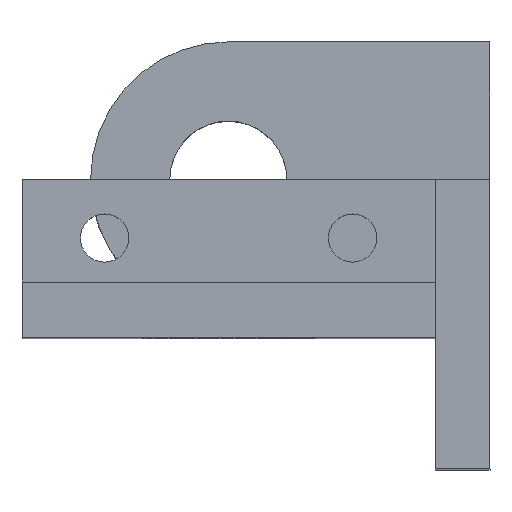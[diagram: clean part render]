
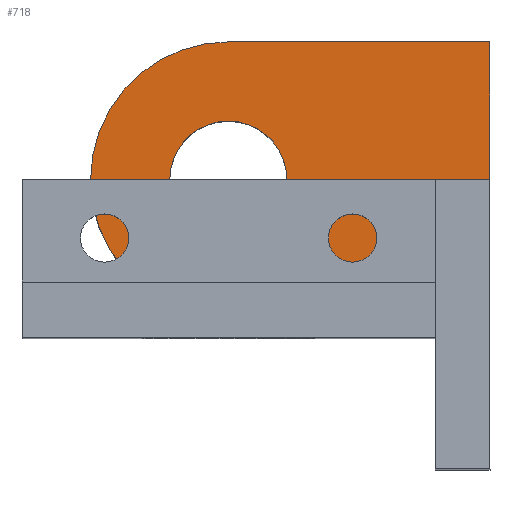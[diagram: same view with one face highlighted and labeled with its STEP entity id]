
A CAD part, top view. The second image highlights one B-rep face of the part: STEP entity #718.
In plain terms, the highlighted planar face has unit normal (0, 0, 1).
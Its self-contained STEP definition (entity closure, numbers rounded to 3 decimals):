
#15=FACE_BOUND('',#100,.T.);
#33=PLANE('',#772);
#61=FACE_OUTER_BOUND('',#99,.T.);
#99=EDGE_LOOP('',(#526,#527,#528,#529,#530,#531,#532,#533,#534,#535,#536));
#100=EDGE_LOOP('',(#537));
#162=LINE('',#1068,#242);
#167=LINE('',#1077,#247);
#168=LINE('',#1079,#248);
#169=LINE('',#1081,#249);
#170=LINE('',#1083,#250);
#171=LINE('',#1086,#251);
#172=LINE('',#1088,#252);
#173=LINE('',#1090,#253);
#174=LINE('',#1092,#254);
#175=LINE('',#1093,#255);
#242=VECTOR('',#857,10.);
#247=VECTOR('',#864,10.);
#248=VECTOR('',#865,10.);
#249=VECTOR('',#866,10.);
#250=VECTOR('',#867,10.);
#251=VECTOR('',#870,10.);
#252=VECTOR('',#871,10.);
#253=VECTOR('',#872,10.);
#254=VECTOR('',#873,10.);
#255=VECTOR('',#874,10.);
#308=CIRCLE('',#773,10.);
#309=CIRCLE('',#774,4.25);
#342=VERTEX_POINT('',#1062);
#343=VERTEX_POINT('',#1066);
#344=VERTEX_POINT('',#1067);
#347=VERTEX_POINT('',#1076);
#348=VERTEX_POINT('',#1078);
#349=VERTEX_POINT('',#1080);
#350=VERTEX_POINT('',#1082);
#351=VERTEX_POINT('',#1084);
#352=VERTEX_POINT('',#1087);
#353=VERTEX_POINT('',#1089);
#354=VERTEX_POINT('',#1091);
#355=VERTEX_POINT('',#1094);
#414=EDGE_CURVE('',#343,#344,#162,.T.);
#419=EDGE_CURVE('',#347,#344,#167,.T.);
#420=EDGE_CURVE('',#348,#343,#168,.T.);
#421=EDGE_CURVE('',#349,#348,#169,.T.);
#422=EDGE_CURVE('',#350,#349,#170,.T.);
#423=EDGE_CURVE('',#351,#350,#308,.T.);
#424=EDGE_CURVE('',#342,#351,#171,.T.);
#425=EDGE_CURVE('',#342,#352,#172,.T.);
#426=EDGE_CURVE('',#352,#353,#173,.T.);
#427=EDGE_CURVE('',#353,#354,#174,.T.);
#428=EDGE_CURVE('',#354,#347,#175,.T.);
#429=EDGE_CURVE('',#355,#355,#309,.T.);
#526=ORIENTED_EDGE('',*,*,#419,.T.);
#527=ORIENTED_EDGE('',*,*,#414,.F.);
#528=ORIENTED_EDGE('',*,*,#420,.F.);
#529=ORIENTED_EDGE('',*,*,#421,.F.);
#530=ORIENTED_EDGE('',*,*,#422,.F.);
#531=ORIENTED_EDGE('',*,*,#423,.F.);
#532=ORIENTED_EDGE('',*,*,#424,.F.);
#533=ORIENTED_EDGE('',*,*,#425,.T.);
#534=ORIENTED_EDGE('',*,*,#426,.T.);
#535=ORIENTED_EDGE('',*,*,#427,.T.);
#536=ORIENTED_EDGE('',*,*,#428,.T.);
#537=ORIENTED_EDGE('',*,*,#429,.F.);
#718=ADVANCED_FACE('',(#61,#15),#33,.F.);
#772=AXIS2_PLACEMENT_3D('',#1075,#862,#863);
#773=AXIS2_PLACEMENT_3D('',#1085,#868,#869);
#774=AXIS2_PLACEMENT_3D('',#1095,#875,#876);
#857=DIRECTION('',(-1.,0.,0.));
#862=DIRECTION('center_axis',(0.,0.,-1.));
#863=DIRECTION('ref_axis',(0.,-1.,0.));
#864=DIRECTION('',(0.,-1.,0.));
#865=DIRECTION('',(0.,-1.,0.));
#866=DIRECTION('',(1.,0.,0.));
#867=DIRECTION('',(1.,0.,0.));
#868=DIRECTION('center_axis',(0.,0.,-1.));
#869=DIRECTION('ref_axis',(0.,1.,0.));
#870=DIRECTION('',(-1.,0.,0.));
#871=DIRECTION('',(0.,1.,0.));
#872=DIRECTION('',(1.,0.,0.));
#873=DIRECTION('',(0.,1.,0.));
#874=DIRECTION('',(1.,0.,0.));
#875=DIRECTION('center_axis',(0.,0.,1.));
#876=DIRECTION('ref_axis',(0.,1.,0.));
#1062=CARTESIAN_POINT('',(0.,32.066,-17.331));
#1066=CARTESIAN_POINT('',(18.979,21.,-17.331));
#1067=CARTESIAN_POINT('',(18.979,21.,-17.331));
#1068=CARTESIAN_POINT('',(8.484,21.,-17.331));
#1075=CARTESIAN_POINT('Origin',(19.,41.565,-17.331));
#1076=CARTESIAN_POINT('',(18.979,42.,-17.331));
#1077=CARTESIAN_POINT('',(18.979,37.783,-17.331));
#1078=CARTESIAN_POINT('',(18.979,52.066,-17.331));
#1079=CARTESIAN_POINT('',(18.979,36.799,-17.331));
#1080=CARTESIAN_POINT('',(14.979,52.066,-17.331));
#1081=CARTESIAN_POINT('',(8.484,52.066,-17.331));
#1082=CARTESIAN_POINT('',(-0.021,52.066,-17.331));
#1083=CARTESIAN_POINT('',(0.984,52.066,-17.331));
#1084=CARTESIAN_POINT('',(-0.021,32.066,-17.331));
#1085=CARTESIAN_POINT('Origin',(-0.021,42.066,-17.331));
#1086=CARTESIAN_POINT('',(5.984,32.066,-17.331));
#1087=CARTESIAN_POINT('',(0.,34.5,-17.331));
#1088=CARTESIAN_POINT('',(0.,34.75,-17.331));
#1089=CARTESIAN_POINT('',(15.,34.5,-17.331));
#1090=CARTESIAN_POINT('',(8.5,34.5,-17.331));
#1091=CARTESIAN_POINT('',(15.,42.,-17.331));
#1092=CARTESIAN_POINT('',(15.,38.5,-17.331));
#1093=CARTESIAN_POINT('',(10.49,42.,-17.331));
#1094=CARTESIAN_POINT('',(-0.021,37.816,-17.331));
#1095=CARTESIAN_POINT('Origin',(-0.021,42.066,-17.331));
